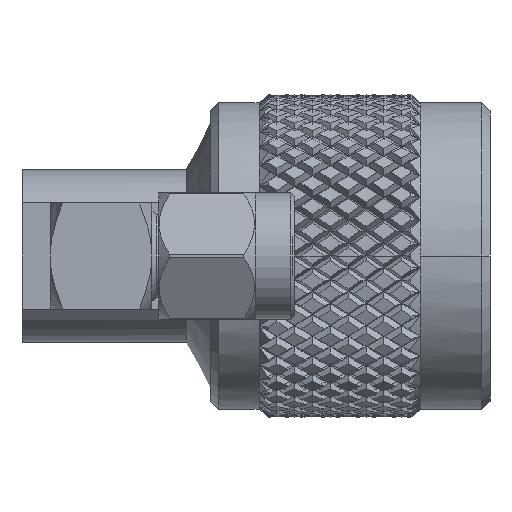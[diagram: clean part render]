
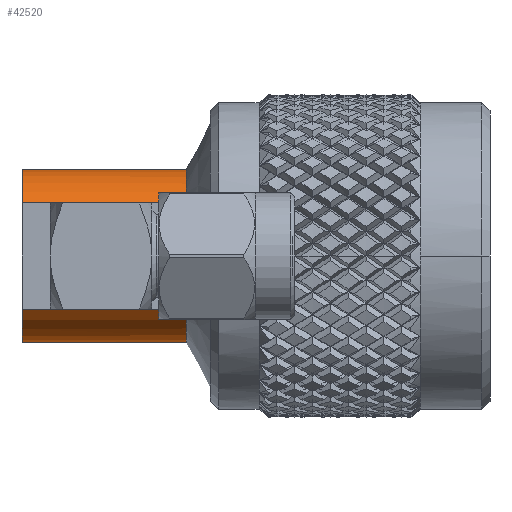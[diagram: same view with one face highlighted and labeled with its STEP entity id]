
A CAD part, left-side view. The second image highlights one B-rep face of the part: STEP entity #42520.
In plain terms, the highlighted cylindrical face has radius 5.395 mm (diameter 10.79 mm), a partial arc.
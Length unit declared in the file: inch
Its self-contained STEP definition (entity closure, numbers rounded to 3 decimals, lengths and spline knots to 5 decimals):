
#1445 = AXIS2_PLACEMENT_3D ( 'NONE', #60046, #97005, #21923 ) ;
#4248 = EDGE_CURVE ( 'NONE', #47887, #15370, #44638, .T. ) ;
#4766 = CARTESIAN_POINT ( 'NONE',  ( 0.05962, 0., 0. ) ) ;
#7232 = VECTOR ( 'NONE', #93514, 39.37008 ) ;
#9721 = CARTESIAN_POINT ( 'NONE',  ( 0.05962, 0.13037, 0.16769 ) ) ;
#10678 = CARTESIAN_POINT ( 'NONE',  ( 0.46208, 0., 0. ) ) ;
#10995 = DIRECTION ( 'NONE',  ( -1., 0., 0. ) ) ;
#11314 = DIRECTION ( 'NONE',  ( 0., 0., 1. ) ) ;
#13019 = CIRCLE ( 'NONE', #80623, 0.21241 ) ;
#13780 = EDGE_CURVE ( 'NONE', #15370, #91786, #85835, .T. ) ;
#15370 = VERTEX_POINT ( 'NONE', #93602 ) ;
#19887 = DIRECTION ( 'NONE',  ( 0., 0., 1. ) ) ;
#21219 = ORIENTED_EDGE ( 'NONE', *, *, #89245, .T. ) ;
#21923 = DIRECTION ( 'NONE',  ( 0., 0., 1. ) ) ;
#27800 = EDGE_LOOP ( 'NONE', ( #21219, #81500, #57180, #73806, #60678 ) ) ;
#34093 = FACE_OUTER_BOUND ( 'NONE', #27800, .T. ) ;
#37546 = DIRECTION ( 'NONE',  ( -1., 0., 0. ) ) ;
#40067 = EDGE_CURVE ( 'NONE', #61040, #47887, #42447, .T. ) ;
#42447 = CIRCLE ( 'NONE', #1445, 0.21241 ) ;
#42520 = ADVANCED_FACE ( 'NONE', ( #34093 ), #88106, .T. ) ;
#42946 = LINE ( 'NONE', #73181, #82887 ) ;
#43511 = AXIS2_PLACEMENT_3D ( 'NONE', #4766, #79267, #19887 ) ;
#44638 = CIRCLE ( 'NONE', #43511, 0.21241 ) ;
#47646 = CARTESIAN_POINT ( 'NONE',  ( 0.46208, -0.13037, 0.16769 ) ) ;
#47887 = VERTEX_POINT ( 'NONE', #93035 ) ;
#49572 = AXIS2_PLACEMENT_3D ( 'NONE', #90042, #37546, #68797 ) ;
#57180 = ORIENTED_EDGE ( 'NONE', *, *, #4248, .F. ) ;
#58428 = DIRECTION ( 'NONE',  ( 1., 0., 0. ) ) ;
#58971 = CARTESIAN_POINT ( 'NONE',  ( 0.46208, 0.13037, 0.16769 ) ) ;
#60046 = CARTESIAN_POINT ( 'NONE',  ( 0.05962, 0., 0. ) ) ;
#60678 = ORIENTED_EDGE ( 'NONE', *, *, #82334, .T. ) ;
#61040 = VERTEX_POINT ( 'NONE', #9721 ) ;
#68797 = DIRECTION ( 'NONE',  ( 0., 0., 1. ) ) ;
#73181 = CARTESIAN_POINT ( 'NONE',  ( 0.05962, 0.13037, 0.16769 ) ) ;
#73806 = ORIENTED_EDGE ( 'NONE', *, *, #40067, .F. ) ;
#76713 = VERTEX_POINT ( 'NONE', #58971 ) ;
#79267 = DIRECTION ( 'NONE',  ( -1., 0., 0. ) ) ;
#80623 = AXIS2_PLACEMENT_3D ( 'NONE', #10678, #10995, #11314 ) ;
#81500 = ORIENTED_EDGE ( 'NONE', *, *, #13780, .F. ) ;
#82334 = EDGE_CURVE ( 'NONE', #61040, #76713, #42946, .T. ) ;
#82887 = VECTOR ( 'NONE', #58428, 39.37008 ) ;
#85835 = LINE ( 'NONE', #86333, #7232 ) ;
#86333 = CARTESIAN_POINT ( 'NONE',  ( 0.05962, -0.13037, 0.16769 ) ) ;
#88106 = CYLINDRICAL_SURFACE ( 'NONE', #49572, 0.21241 ) ;
#89245 = EDGE_CURVE ( 'NONE', #76713, #91786, #13019, .T. ) ;
#90042 = CARTESIAN_POINT ( 'NONE',  ( -5.70743, 0., 0. ) ) ;
#91786 = VERTEX_POINT ( 'NONE', #47646 ) ;
#93035 = CARTESIAN_POINT ( 'NONE',  ( 0.05962, 0., -0.21241 ) ) ;
#93514 = DIRECTION ( 'NONE',  ( 1., 0., 0. ) ) ;
#93602 = CARTESIAN_POINT ( 'NONE',  ( 0.05962, -0.13037, 0.16769 ) ) ;
#97005 = DIRECTION ( 'NONE',  ( -1., 0., 0. ) ) ;
